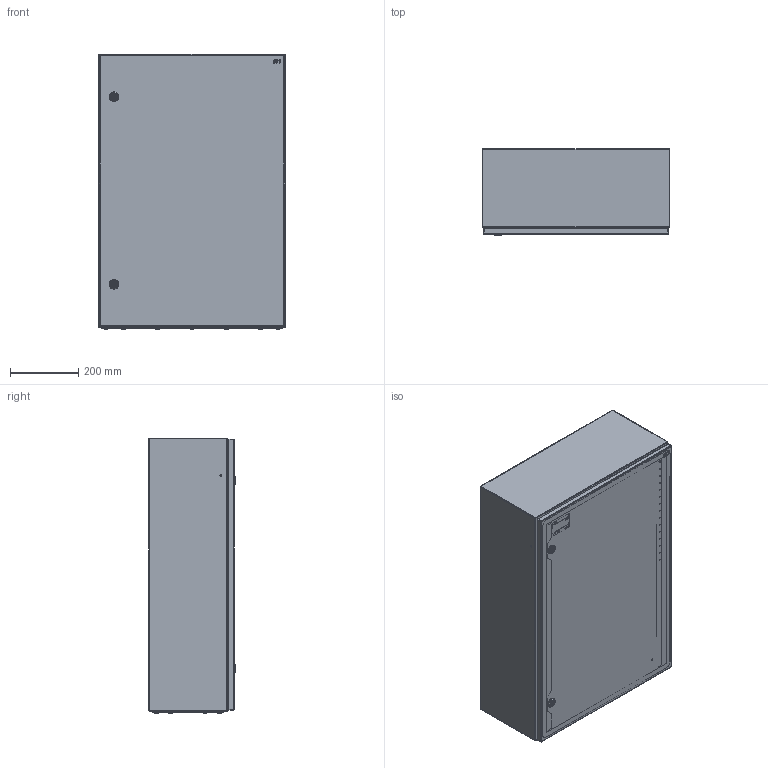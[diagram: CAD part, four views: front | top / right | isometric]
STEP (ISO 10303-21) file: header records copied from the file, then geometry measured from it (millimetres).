
FILE_DESCRIPTION((''),'2;1');
FILE_NAME('GT_80_55_25_ASM','2021-11-04T',('marketing.praksa'),('Audax d.o.o.'),'CREO PARAMETRIC BY PTC INC, 2017480','CREO PARAMETRIC BY PTC INC, 2017480','');
FILE_SCHEMA(('AUTOMOTIVE_DESIGN { 1 0 10303 214 1 1 1 1 }'));
Products named in the file (52): DRZWI_1_2_3_4_5_6_7_8_9_10_2_1; ZAWIAS_3_ST47_002_ELEMENT-47618; ZAWIAS_3_ST47_002_ELEMENT-47619; DRZWI_1_2_3_4_5_6_7_8_9_10_3_1; DRZWI_1_2_3_4_5_6_7_8_9_10_4_1; ZAWIAS_3_ST47_002_ELEMENT-47622; 1_EB_1000-U6_H__KORPUS-47624_1; 1_EB_1000-U6_H__WK_ADKA-47625_1; 1_EB_1000-U6_H__SRUBA-47626_1; DRZWI_1_2_3_4_5_6_7_8_9_10_6_1; 1_EB_1000-U6_H__NAKR_TKA-47628_; DRZWI_1_2_3_4_5_6_7_8_9_10_7_1; 1_EB_1000-U6_H__KORPUS-47630_1; 1_EB_1000-U6_H__WK_ADKA-47631_1; 1_EB_1000-U6_H__SRUBA-47632_1; DRZWI_1_2_3_4_5_6_7_8_9_10_8_1; 1_EB_1000-U6_H__NAKR_TKA-47634_; DRZWI_1_2_3_4_5_6_7_8_9_10_9_1; DRZWI_1_2_3_4_5_6_7_8_9_10_10_1; DRZWI_1_2_3_4_5_6_7_8_9_10_11_1; ANSI_B27_7M_3CMI-4-47638_1; ANSI_B27_7M_3CMI-4-47639_1; DRZWI_1_2_3_4_5_6_7_8_9_10_13_1; DRZWI_1_2_3_4_5_6_7_8_9_10_14_1; ANSI_B27_7M_3CMI-4-47643_1; ETI_LOGO_1_1_1_1_1_2_3_4_5_6_1; ETI_LOGO_2_1_1_1_1_2_3_4_5_6_1; ETI_LOGO_3_1_1_1_1_2_3_4_5_6_1; DOOR_80-55-25_1; GUMA_80-55-25_1; KOR_GT_80-55-25_1; PRZEPUST_1_2_3_4_5_6_1_1; ZAWIAS_1_2_3_4_5_6_1_1; TULEJA_1_2_3_4_5_6_1_1; PLYTA_1_2_3_4_5_6_1_1; NAKRETKA_M8_1_2_3_4_5_6_1_1; ZASLEPKA_10_7_1_2_3_4_5_6_1_1; SCREWS_80-55-25_1_1; SCREWS_80-55-25_1_2; SCREWS_80-55-25_1_3 ...
Assembly tree (62 placements, depth 2):
  GT_80_55_25_ASM
    DRZWI_1_2_3_4_5_6_7_8_9_10_2_1
    ZAWIAS_3_ST47_002_ELEMENT-47618
    ZAWIAS_3_ST47_002_ELEMENT-47619
    DRZWI_1_2_3_4_5_6_7_8_9_10_3_1
    DRZWI_1_2_3_4_5_6_7_8_9_10_4_1
    ZAWIAS_3_ST47_002_ELEMENT-47622
    1_EB_1000-U6_H__KORPUS-47624_1
    1_EB_1000-U6_H__WK_ADKA-47625_1
    1_EB_1000-U6_H__SRUBA-47626_1
    DRZWI_1_2_3_4_5_6_7_8_9_10_6_1
    1_EB_1000-U6_H__NAKR_TKA-47628_
    DRZWI_1_2_3_4_5_6_7_8_9_10_7_1
    1_EB_1000-U6_H__KORPUS-47630_1
    1_EB_1000-U6_H__WK_ADKA-47631_1
    1_EB_1000-U6_H__SRUBA-47632_1
    DRZWI_1_2_3_4_5_6_7_8_9_10_8_1
    1_EB_1000-U6_H__NAKR_TKA-47634_
    DRZWI_1_2_3_4_5_6_7_8_9_10_9_1
    DRZWI_1_2_3_4_5_6_7_8_9_10_10_1
    DRZWI_1_2_3_4_5_6_7_8_9_10_11_1
    ANSI_B27_7M_3CMI-4-47638_1
    ANSI_B27_7M_3CMI-4-47639_1
    DRZWI_1_2_3_4_5_6_7_8_9_10_13_1
    DRZWI_1_2_3_4_5_6_7_8_9_10_14_1
    ANSI_B27_7M_3CMI-4-47643_1
    ETI_LOGO_1_1_1_1_1_2_3_4_5_6_1
    ETI_LOGO_2_1_1_1_1_2_3_4_5_6_1
    ETI_LOGO_3_1_1_1_1_2_3_4_5_6_1
    DOOR_80-55-25_1
    GUMA_80-55-25_1
    KOR_GT_80-55-25_1
    PRZEPUST_1_2_3_4_5_6_1_1
    ZAWIAS_1_2_3_4_5_6_1_1  x3
    TULEJA_1_2_3_4_5_6_1_1  x4
    PLYTA_1_2_3_4_5_6_1_1
    NAKRETKA_M8_1_2_3_4_5_6_1_1  x4
    ZASLEPKA_10_7_1_2_3_4_5_6_1_1  x4
    SCREWS_80-55-25_1_1
    SCREWS_80-55-25_1_2
    SCREWS_80-55-25_1_3
    SCREWS_80-55-25_1_4
    SCREWS_80-55-25_1_5
    SCREWS_80-55-25_1_6
    SCREWS_80-55-25_1_7
    SCREWS_80-55-25_1_8
    SCREWS_80-55-25_1_9
    SCREWS_80-55-25_1_10
    SCREWS_80-55-25_1_11
    SCREWS_80-55-25_1_12
    SCREWS_80-55-25_1_13
    SCREWS_80-55-25_1_14
Bounding box: 550 x 256 x 808.44 mm (x, y, z)
Volume: 3399408.9 mm3; surface area: 4410455.3 mm2
Topology: 62 solids, 62 shells, 3281 faces, 9034 edges, 6008 vertices
Faces by surface type: plane 1426, cylinder 1223, torus 192, cone 146, extrusion 136, bspline 98, sphere 60
Entity records: 121009 total; most frequent: CARTESIAN_POINT 23145, DIRECTION 14806, ORIENTED_EDGE 14356, PRESENTATION_STYLE_ASSIGNMENT 7736, STYLED_ITEM 7736, CURVE_STYLE 7178, EDGE_CURVE 7178, AXIS2_PLACEMENT_3D 5555
